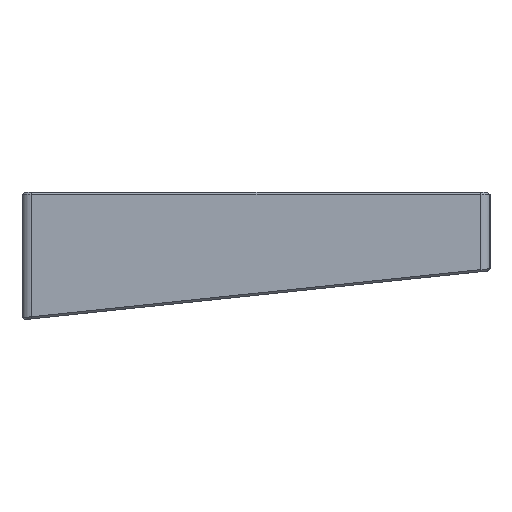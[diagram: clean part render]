
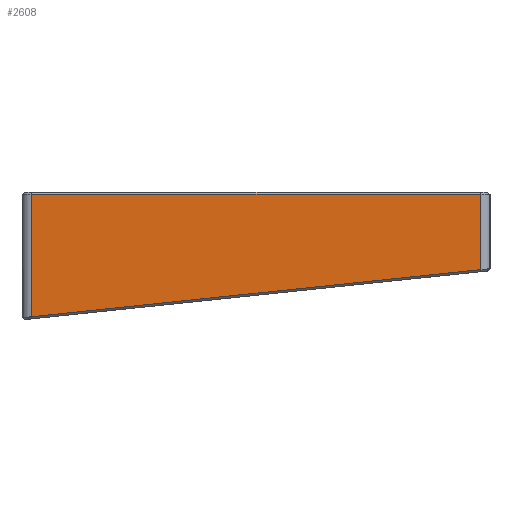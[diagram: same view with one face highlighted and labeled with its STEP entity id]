
A CAD part, left-side view. The second image highlights one B-rep face of the part: STEP entity #2608.
In plain terms, the highlighted planar face has unit normal (-1, 0, 0).
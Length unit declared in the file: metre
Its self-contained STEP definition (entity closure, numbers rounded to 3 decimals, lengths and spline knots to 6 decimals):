
#418=ORIENTED_EDGE('',*,*,#1193,.T.);
#419=ORIENTED_EDGE('',*,*,#1194,.T.);
#420=ORIENTED_EDGE('',*,*,#1195,.T.);
#421=ORIENTED_EDGE('',*,*,#1196,.T.);
#1193=EDGE_CURVE('',#1575,#1576,#1789,.F.);
#1194=EDGE_CURVE('',#1576,#1577,#1790,.T.);
#1195=EDGE_CURVE('',#1577,#1578,#1791,.T.);
#1196=EDGE_CURVE('',#1578,#1575,#1792,.T.);
#1575=VERTEX_POINT('',#4158);
#1576=VERTEX_POINT('',#4159);
#1577=VERTEX_POINT('',#4161);
#1578=VERTEX_POINT('',#4163);
#1789=LINE('',#4157,#2035);
#1790=LINE('',#4160,#2036);
#1791=LINE('',#4162,#2037);
#1792=LINE('',#4164,#2038);
#2035=VECTOR('',#3280,1.);
#2036=VECTOR('',#3281,1.);
#2037=VECTOR('',#3282,1.);
#2038=VECTOR('',#3283,1.);
#2205=EDGE_LOOP('',(#418,#419,#420,#421));
#2371=FACE_BOUND('',#2205,.T.);
#2534=PLANE('',#2829);
#2608=ADVANCED_FACE('',(#2371),#2534,.T.);
#2829=AXIS2_PLACEMENT_3D('',#4156,#3278,#3279);
#3278=DIRECTION('',(-1.,0.,0.));
#3279=DIRECTION('',(0.,0.,1.));
#3280=DIRECTION('',(0.,0.,1.));
#3281=DIRECTION('',(0.,-0.995,0.105));
#3282=DIRECTION('',(0.,0.,1.));
#3283=DIRECTION('',(0.,1.,0.));
#4156=CARTESIAN_POINT('',(-0.157375,0.,-0.000002));
#4157=CARTESIAN_POINT('',(-0.157375,0.05285,-0.000002));
#4158=CARTESIAN_POINT('',(-0.157375,0.05285,0.029547));
#4159=CARTESIAN_POINT('',(-0.157375,0.05285,0.000739));
#4160=CARTESIAN_POINT('',(-0.157375,0.000655,0.006225));
#4161=CARTESIAN_POINT('',(-0.157375,-0.05285,0.011849));
#4162=CARTESIAN_POINT('',(-0.157375,-0.05285,0.030047));
#4163=CARTESIAN_POINT('',(-0.157375,-0.05285,0.029547));
#4164=CARTESIAN_POINT('',(-0.157375,0.05285,0.029547));
